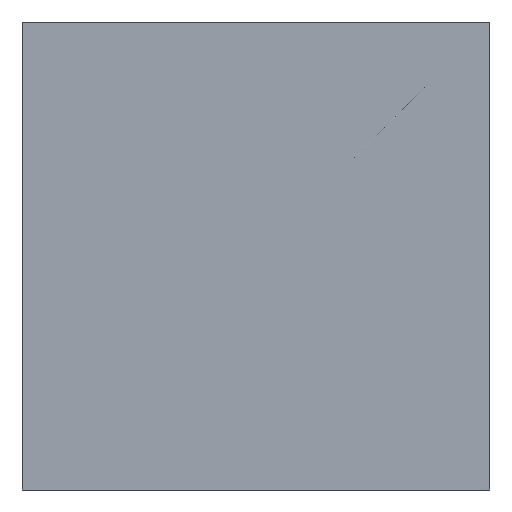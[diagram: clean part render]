
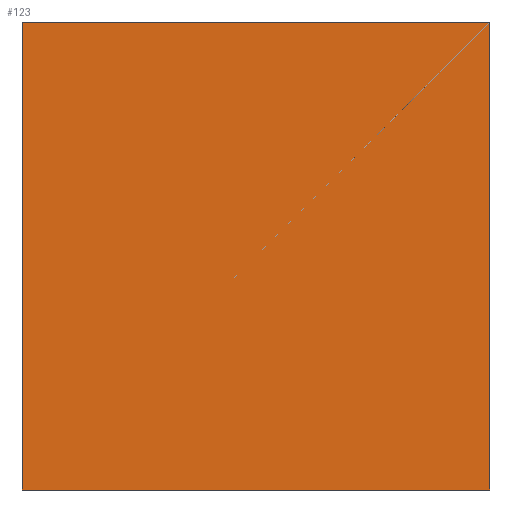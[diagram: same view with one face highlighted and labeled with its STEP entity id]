
A CAD part, front view. The second image highlights one B-rep face of the part: STEP entity #123.
In plain terms, the highlighted planar face has unit normal (0, -1, 0).
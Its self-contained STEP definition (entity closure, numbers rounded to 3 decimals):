
#123 = ADVANCED_FACE( '', ( #285 ), #286, .F. );
#285 = FACE_OUTER_BOUND( '', #1325, .T. );
#286 = PLANE( '', #1326 );
#1325 = EDGE_LOOP( '', ( #1768, #1769, #1770, #1771 ) );
#1326 = AXIS2_PLACEMENT_3D( '', #1772, #1773, #1774 );
#1768 = ORIENTED_EDGE( '', *, *, #2104, .T. );
#1769 = ORIENTED_EDGE( '', *, *, #2041, .F. );
#1770 = ORIENTED_EDGE( '', *, *, #2032, .F. );
#1771 = ORIENTED_EDGE( '', *, *, #2099, .T. );
#1772 = CARTESIAN_POINT( '', ( 315., 0., 630. ) );
#1773 = DIRECTION( '', ( 0., 1., 0. ) );
#1774 = DIRECTION( '', ( 0., 0., 1. ) );
#2032 = EDGE_CURVE( '', #2243, #2245, #2246, .T. );
#2041 = EDGE_CURVE( '', #2245, #2259, #2261, .T. );
#2099 = EDGE_CURVE( '', #2243, #2348, #2350, .T. );
#2104 = EDGE_CURVE( '', #2348, #2259, #2357, .T. );
#2243 = VERTEX_POINT( '', #2732 );
#2245 = VERTEX_POINT( '', #2735 );
#2246 = LINE( '', #2736, #2737 );
#2259 = VERTEX_POINT( '', #2751 );
#2261 = LINE( '', #2754, #2755 );
#2348 = VERTEX_POINT( '', #3125 );
#2350 = LINE( '', #3128, #3129 );
#2357 = LINE( '', #3140, #3141 );
#2732 = CARTESIAN_POINT( '', ( 315., 0., 630. ) );
#2735 = CARTESIAN_POINT( '', ( 315., 0., 0. ) );
#2736 = CARTESIAN_POINT( '', ( 315., 0., 630. ) );
#2737 = VECTOR( '', #3280, 1000. );
#2751 = CARTESIAN_POINT( '', ( -315., 0., 0. ) );
#2754 = CARTESIAN_POINT( '', ( 315., 0., 0. ) );
#2755 = VECTOR( '', #3301, 1000. );
#3125 = CARTESIAN_POINT( '', ( -315., 0., 630. ) );
#3128 = CARTESIAN_POINT( '', ( 315., 0., 630. ) );
#3129 = VECTOR( '', #3429, 1000. );
#3140 = CARTESIAN_POINT( '', ( -315., 0., 630. ) );
#3141 = VECTOR( '', #3434, 1000. );
#3280 = DIRECTION( '', ( 0., 0., -1. ) );
#3301 = DIRECTION( '', ( -1., 0., 0. ) );
#3429 = DIRECTION( '', ( -1., 0., 0. ) );
#3434 = DIRECTION( '', ( 0., 0., -1. ) );
